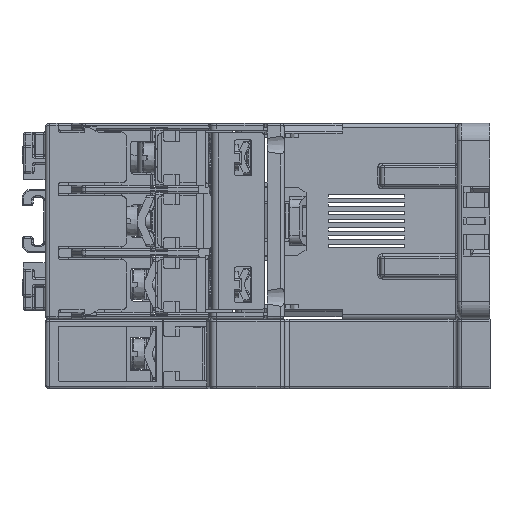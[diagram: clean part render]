
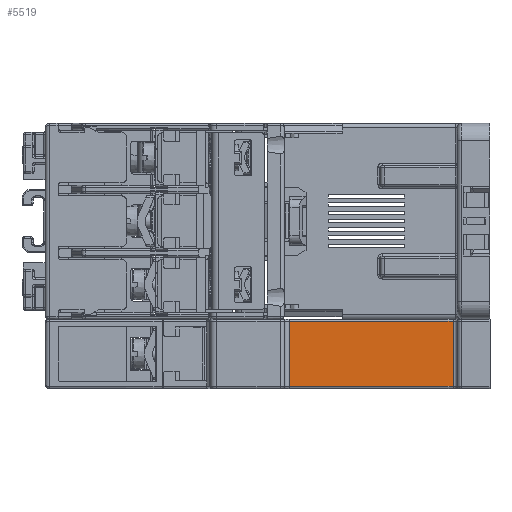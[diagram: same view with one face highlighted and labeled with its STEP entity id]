
A CAD part, left-side view. The second image highlights one B-rep face of the part: STEP entity #5519.
In plain terms, the highlighted planar face has unit normal (-1, 0, 0).
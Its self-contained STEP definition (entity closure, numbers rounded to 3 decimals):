
#3028=PLANE('',#81029);
#5519=ADVANCED_FACE('',(#10001),#3028,.F.);
#10001=FACE_OUTER_BOUND('',#13375,.T.);
#13375=EDGE_LOOP('',(#43236,#43237,#43238,#43239));
#21092=LINE('',#133197,#29638);
#21093=LINE('',#133200,#29639);
#21094=LINE('',#133202,#29640);
#21095=LINE('',#133204,#29641);
#29638=VECTOR('',#93599,1.);
#29639=VECTOR('',#93600,1.);
#29640=VECTOR('',#93601,1.);
#29641=VECTOR('',#93602,1.);
#43236=ORIENTED_EDGE('',*,*,#69465,.F.);
#43237=ORIENTED_EDGE('',*,*,#69466,.F.);
#43238=ORIENTED_EDGE('',*,*,#69467,.F.);
#43239=ORIENTED_EDGE('',*,*,#69468,.F.);
#58880=VERTEX_POINT('',#133198);
#58881=VERTEX_POINT('',#133199);
#58882=VERTEX_POINT('',#133201);
#58883=VERTEX_POINT('',#133203);
#69465=EDGE_CURVE('',#58880,#58881,#21092,.T.);
#69466=EDGE_CURVE('',#58882,#58880,#21093,.T.);
#69467=EDGE_CURVE('',#58883,#58882,#21094,.T.);
#69468=EDGE_CURVE('',#58881,#58883,#21095,.T.);
#81029=AXIS2_PLACEMENT_3D('',#133205,#93603,#93604);
#93599=DIRECTION('',(0.,-1.,0.));
#93600=DIRECTION('',(0.,0.,1.));
#93601=DIRECTION('',(0.,1.,0.));
#93602=DIRECTION('',(0.,0.,-1.));
#93603=DIRECTION('',(1.,0.,0.));
#93604=DIRECTION('',(0.,0.,1.));
#133197=CARTESIAN_POINT('',(-30.395,26.886,-9.809));
#133198=CARTESIAN_POINT('',(-30.395,23.043,-9.809));
#133199=CARTESIAN_POINT('',(-30.395,-14.657,-9.809));
#133200=CARTESIAN_POINT('',(-30.394,23.043,-17.309));
#133201=CARTESIAN_POINT('',(-30.394,23.043,-24.809));
#133202=CARTESIAN_POINT('',(-30.394,26.886,-24.809));
#133203=CARTESIAN_POINT('',(-30.394,-14.657,-24.809));
#133204=CARTESIAN_POINT('',(-30.394,-14.657,-17.309));
#133205=CARTESIAN_POINT('',(-30.394,0.143,-23.309));
